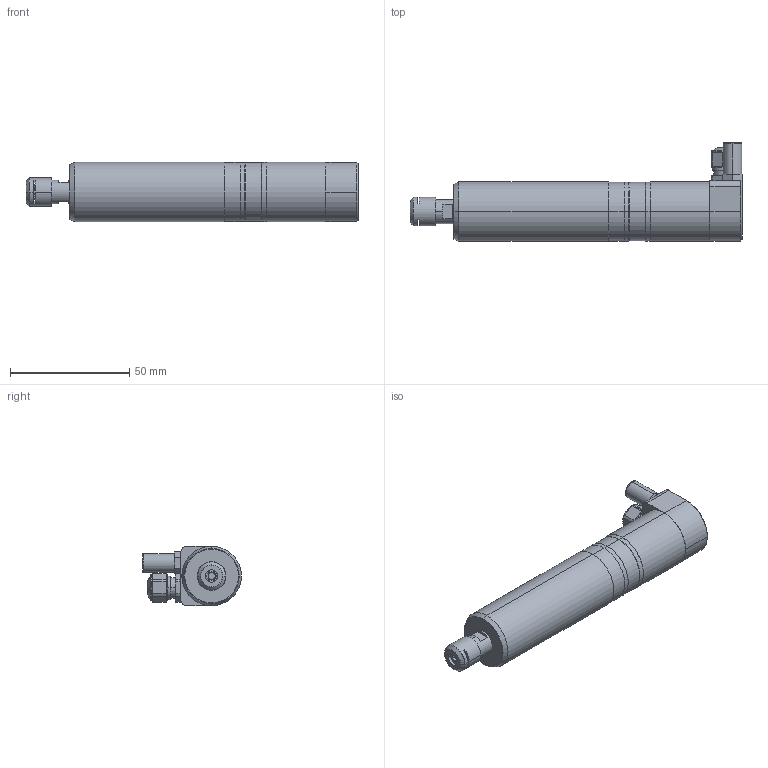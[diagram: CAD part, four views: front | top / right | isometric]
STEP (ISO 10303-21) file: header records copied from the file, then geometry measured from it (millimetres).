
FILE_DESCRIPTION (( 'STEP AP203' ), '1' );
FILE_NAME ('025S100ES-02-.STEP', '2016-10-03T10:48:37', ( 'default' ), ( '' ), 'SwSTEP 2.0', 'SolidWorks 2016', '' );
FILE_SCHEMA (( 'CONFIG_CONTROL_DESIGN' ));
Length unit declared in the file: millimetre
Products named in the file (1): 025S100ES-02-
Bounding box: 139.48 x 41.5 x 25 mm (x, y, z)
Surface area: 15115.1 mm2 (no closed solid volume)
Topology: 0 solids, 19 shells, 225 faces, 773 edges, 557 vertices
Faces by surface type: plane 109, cylinder 75, cone 27, torus 14
Entity records: 8554 total; most frequent: CARTESIAN_POINT 1726, DIRECTION 1508, ORIENTED_EDGE 1189, EDGE_CURVE 769, VERTEX_POINT 557, AXIS2_PLACEMENT_3D 553, VECTOR 402, LINE 402
